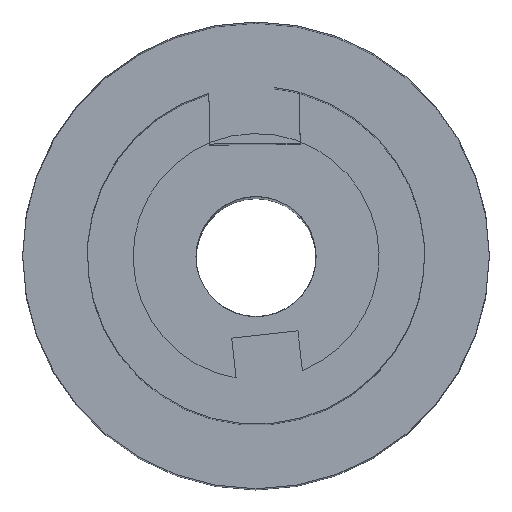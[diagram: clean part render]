
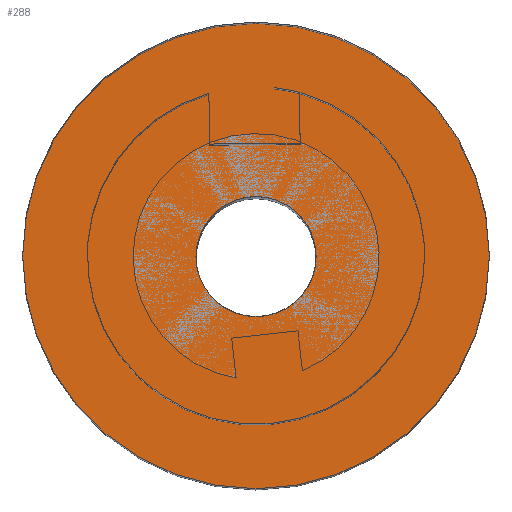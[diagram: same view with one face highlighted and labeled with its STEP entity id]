
A CAD part, top view. The second image highlights one B-rep face of the part: STEP entity #288.
In plain terms, the highlighted planar face has unit normal (0, 0, -1).
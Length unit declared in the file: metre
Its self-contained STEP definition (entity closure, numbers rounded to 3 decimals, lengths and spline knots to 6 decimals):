
#74=FACE_BOUND('',#98,.T.);
#79=FACE_OUTER_BOUND('',#97,.T.);
#97=EDGE_LOOP('',(#199));
#98=EDGE_LOOP('',(#200));
#120=CIRCLE('',#322,0.0175);
#121=CIRCLE('',#323,0.0045);
#134=VERTEX_POINT('',#446);
#135=VERTEX_POINT('',#448);
#160=EDGE_CURVE('',#134,#134,#120,.T.);
#161=EDGE_CURVE('',#135,#135,#121,.T.);
#199=ORIENTED_EDGE('',*,*,#160,.F.);
#200=ORIENTED_EDGE('',*,*,#161,.T.);
#277=PLANE('',#321);
#288=ADVANCED_FACE('',(#79,#74),#277,.F.);
#321=AXIS2_PLACEMENT_3D('',#445,#355,#356);
#322=AXIS2_PLACEMENT_3D('',#447,#357,#358);
#323=AXIS2_PLACEMENT_3D('',#449,#359,#360);
#355=DIRECTION('center_axis',(0.,0.,1.));
#356=DIRECTION('ref_axis',(1.,0.,0.));
#357=DIRECTION('center_axis',(0.,0.,1.));
#358=DIRECTION('ref_axis',(1.,0.,0.));
#359=DIRECTION('center_axis',(0.,0.,1.));
#360=DIRECTION('ref_axis',(1.,0.,0.));
#445=CARTESIAN_POINT('Origin',(0.,0.,0.));
#446=CARTESIAN_POINT('',(-0.0175,0.,0.));
#447=CARTESIAN_POINT('Origin',(0.,0.,0.));
#448=CARTESIAN_POINT('',(-0.0045,0.,0.));
#449=CARTESIAN_POINT('Origin',(0.,0.,0.));
